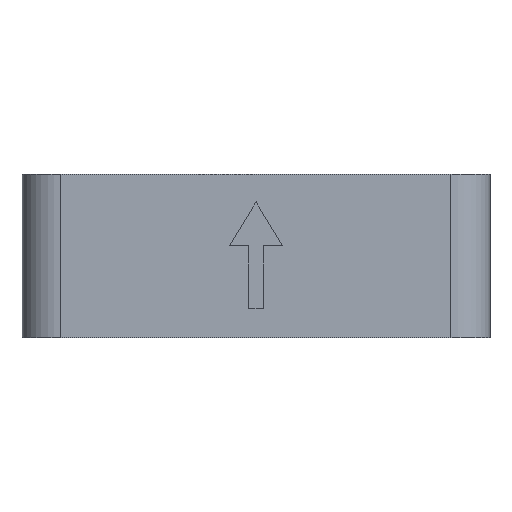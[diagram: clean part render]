
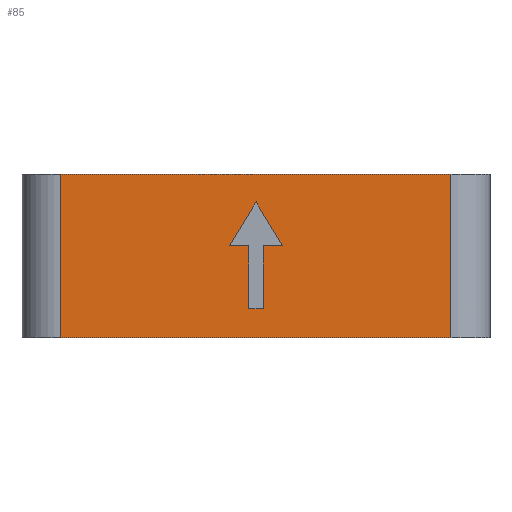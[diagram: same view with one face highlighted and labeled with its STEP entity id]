
A CAD part, front view. The second image highlights one B-rep face of the part: STEP entity #85.
In plain terms, the highlighted planar face has unit normal (0, -1, 0).
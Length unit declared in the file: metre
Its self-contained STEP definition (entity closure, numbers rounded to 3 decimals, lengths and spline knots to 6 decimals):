
#85 = ADVANCED_FACE( '', ( #188, #189 ), #190, .T. );
#188 = FACE_BOUND( '', #349, .T. );
#189 = FACE_OUTER_BOUND( '', #350, .T. );
#190 = PLANE( '', #351 );
#349 = EDGE_LOOP( '', ( #658, #659, #660, #661, #662, #663, #664 ) );
#350 = EDGE_LOOP( '', ( #665, #666, #667, #668 ) );
#351 = AXIS2_PLACEMENT_3D( '', #669, #670, #671 );
#658 = ORIENTED_EDGE( '', *, *, #1093, .T. );
#659 = ORIENTED_EDGE( '', *, *, #1100, .T. );
#660 = ORIENTED_EDGE( '', *, *, #1112, .T. );
#661 = ORIENTED_EDGE( '', *, *, #1109, .T. );
#662 = ORIENTED_EDGE( '', *, *, #1106, .F. );
#663 = ORIENTED_EDGE( '', *, *, #1103, .F. );
#664 = ORIENTED_EDGE( '', *, *, #1097, .F. );
#665 = ORIENTED_EDGE( '', *, *, #1114, .T. );
#666 = ORIENTED_EDGE( '', *, *, #1034, .T. );
#667 = ORIENTED_EDGE( '', *, *, #1091, .F. );
#668 = ORIENTED_EDGE( '', *, *, #1036, .T. );
#669 = CARTESIAN_POINT( '', ( 0., -0.015, 0.0105 ) );
#670 = DIRECTION( '', ( 0., -1., 0. ) );
#671 = DIRECTION( '', ( 0., 0., -1. ) );
#1034 = EDGE_CURVE( '', #1214, #1218, #1220, .T. );
#1036 = EDGE_CURVE( '', #1224, #1221, #1225, .F. );
#1091 = EDGE_CURVE( '', #1224, #1218, #1318, .T. );
#1093 = EDGE_CURVE( '', #1320, #1321, #1322, .T. );
#1097 = EDGE_CURVE( '', #1320, #1328, #1329, .T. );
#1100 = EDGE_CURVE( '', #1321, #1333, #1334, .T. );
#1103 = EDGE_CURVE( '', #1328, #1338, #1339, .T. );
#1106 = EDGE_CURVE( '', #1338, #1343, #1344, .T. );
#1109 = EDGE_CURVE( '', #1348, #1343, #1349, .T. );
#1112 = EDGE_CURVE( '', #1333, #1348, #1353, .T. );
#1114 = EDGE_CURVE( '', #1221, #1214, #1355, .T. );
#1214 = VERTEX_POINT( '', #1516 );
#1218 = VERTEX_POINT( '', #1521 );
#1220 = LINE( '', #1523, #1524 );
#1221 = VERTEX_POINT( '', #1525 );
#1224 = VERTEX_POINT( '', #1528 );
#1225 = LINE( '', #1529, #1530 );
#1318 = LINE( '', #1655, #1656 );
#1320 = VERTEX_POINT( '', #1659 );
#1321 = VERTEX_POINT( '', #1660 );
#1322 = LINE( '', #1661, #1662 );
#1328 = VERTEX_POINT( '', #1671 );
#1329 = LINE( '', #1672, #1673 );
#1333 = VERTEX_POINT( '', #1679 );
#1334 = LINE( '', #1680, #1681 );
#1338 = VERTEX_POINT( '', #1687 );
#1339 = LINE( '', #1688, #1689 );
#1343 = VERTEX_POINT( '', #1695 );
#1344 = LINE( '', #1696, #1697 );
#1348 = VERTEX_POINT( '', #1703 );
#1349 = LINE( '', #1704, #1705 );
#1353 = LINE( '', #1711, #1712 );
#1355 = LINE( '', #1715, #1716 );
#1516 = CARTESIAN_POINT( '', ( -0.0125, -0.015, 0.0105 ) );
#1521 = CARTESIAN_POINT( '', ( -0.0125, -0.015, 0. ) );
#1523 = CARTESIAN_POINT( '', ( -0.0125, -0.015, 0. ) );
#1524 = VECTOR( '', #2389, 1. );
#1525 = CARTESIAN_POINT( '', ( 0.0125, -0.015, 0.0105 ) );
#1528 = CARTESIAN_POINT( '', ( 0.0125, -0.015, 0. ) );
#1529 = CARTESIAN_POINT( '', ( 0.0125, -0.015, 0.0105 ) );
#1530 = VECTOR( '', #2393, 1. );
#1655 = CARTESIAN_POINT( '', ( 0., -0.015, 0. ) );
#1656 = VECTOR( '', #2492, 1. );
#1659 = CARTESIAN_POINT( '', ( 0.000473, -0.015, 0.001876 ) );
#1660 = CARTESIAN_POINT( '', ( -0.000473, -0.015, 0.001876 ) );
#1661 = CARTESIAN_POINT( '', ( 0., -0.015, 0.001876 ) );
#1662 = VECTOR( '', #2494, 1. );
#1671 = CARTESIAN_POINT( '', ( 0.000473, -0.015, 0.005907 ) );
#1672 = CARTESIAN_POINT( '', ( 0.000473, -0.015, 0.003891 ) );
#1673 = VECTOR( '', #2498, 1. );
#1679 = CARTESIAN_POINT( '', ( -0.000473, -0.015, 0.005907 ) );
#1680 = CARTESIAN_POINT( '', ( -0.000473, -0.015, 0.003891 ) );
#1681 = VECTOR( '', #2501, 1. );
#1687 = CARTESIAN_POINT( '', ( 0.001695, -0.015, 0.005907 ) );
#1688 = CARTESIAN_POINT( '', ( 0.001084, -0.015, 0.005907 ) );
#1689 = VECTOR( '', #2504, 1. );
#1695 = CARTESIAN_POINT( '', ( 0., -0.015, 0.008716 ) );
#1696 = CARTESIAN_POINT( '', ( 0.000847, -0.015, 0.007311 ) );
#1697 = VECTOR( '', #2507, 1. );
#1703 = CARTESIAN_POINT( '', ( -0.001695, -0.015, 0.005907 ) );
#1704 = CARTESIAN_POINT( '', ( -0.000847, -0.015, 0.007311 ) );
#1705 = VECTOR( '', #2510, 1. );
#1711 = CARTESIAN_POINT( '', ( -0.001084, -0.015, 0.005907 ) );
#1712 = VECTOR( '', #2513, 1. );
#1715 = CARTESIAN_POINT( '', ( 0., -0.015, 0.0105 ) );
#1716 = VECTOR( '', #2515, 1. );
#2389 = DIRECTION( '', ( 0., 0., -1. ) );
#2393 = DIRECTION( '', ( 0., 0., -1. ) );
#2492 = DIRECTION( '', ( -1., 0., 0. ) );
#2494 = DIRECTION( '', ( -1., 0., 0. ) );
#2498 = DIRECTION( '', ( 0., 0., 1. ) );
#2501 = DIRECTION( '', ( 0., 0., 1. ) );
#2504 = DIRECTION( '', ( 1., 0., 0. ) );
#2507 = DIRECTION( '', ( -0.517, 0., 0.856 ) );
#2510 = DIRECTION( '', ( 0.517, 0., 0.856 ) );
#2513 = DIRECTION( '', ( -1., 0., 0. ) );
#2515 = DIRECTION( '', ( -1., 0., 0. ) );
